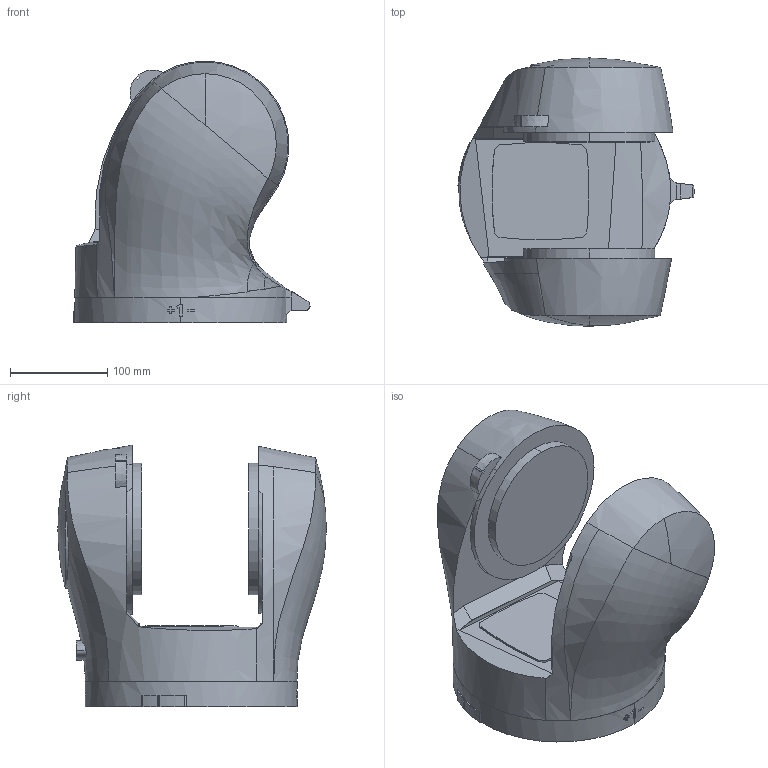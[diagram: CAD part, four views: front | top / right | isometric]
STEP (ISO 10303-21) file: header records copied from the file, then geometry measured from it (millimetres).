
FILE_DESCRIPTION (( 'STEP AP203' ), '1' );
FILE_NAME ('test1.STEP', '2021-03-10T15:44:08', ( '' ), ( '' ), 'SwSTEP 2.0', 'SolidWorks 2019', '' );
FILE_SCHEMA (( 'CONFIG_CONTROL_DESIGN' ));
Length unit declared in the file: millimetre
Products named in the file (1): test1
Bounding box: 242.8 x 275.93 x 269.33 mm (x, y, z)
Volume: 6276219.5 mm3; surface area: 298563.8 mm2
Topology: 1 solids, 1 shells, 164 faces, 438 edges, 287 vertices
Faces by surface type: plane 99, cylinder 34, bspline 18, sphere 6, cone 6, torus 1
Entity records: 12868 total; most frequent: CARTESIAN_POINT 8871, ORIENTED_EDGE 876, DIRECTION 746, EDGE_CURVE 438, VERTEX_POINT 287, AXIS2_PLACEMENT_3D 276, LINE 194, VECTOR 194
